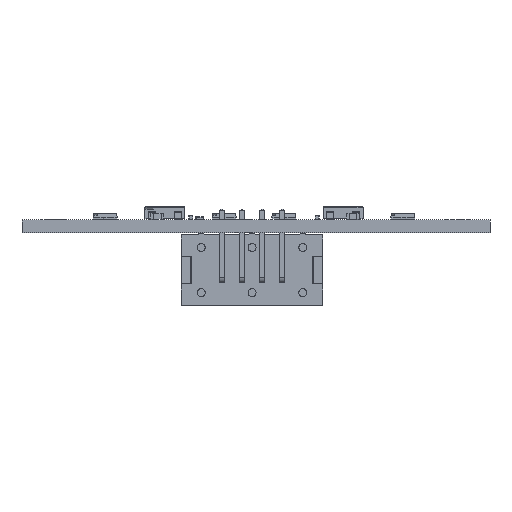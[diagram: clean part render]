
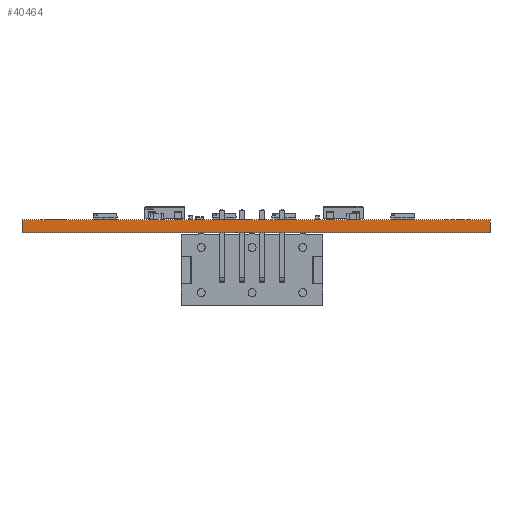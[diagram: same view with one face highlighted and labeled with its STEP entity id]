
A CAD part, front view. The second image highlights one B-rep face of the part: STEP entity #40464.
In plain terms, the highlighted planar face has unit normal (0, -1, 0).
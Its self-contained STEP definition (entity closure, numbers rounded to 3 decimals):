
#39390 = PLANE('',#39391);
#39391 = AXIS2_PLACEMENT_3D('',#39392,#39393,#39394);
#39392 = CARTESIAN_POINT('',(0.,-73.,0.));
#39393 = DIRECTION('',(-1.,0.,0.));
#39394 = DIRECTION('',(0.,1.,0.));
#39418 = PLANE('',#39419);
#39419 = AXIS2_PLACEMENT_3D('',#39420,#39421,#39422);
#39420 = CARTESIAN_POINT('',(29.5,-36.5,1.6));
#39421 = DIRECTION('',(-0.,-0.,-1.));
#39422 = DIRECTION('',(-1.,0.,0.));
#39446 = PLANE('',#39447);
#39447 = AXIS2_PLACEMENT_3D('',#39448,#39449,#39450);
#39448 = CARTESIAN_POINT('',(59.,-0.,0.));
#39449 = DIRECTION('',(1.,0.,-0.));
#39450 = DIRECTION('',(0.,-1.,0.));
#39472 = PLANE('',#39473);
#39473 = AXIS2_PLACEMENT_3D('',#39474,#39475,#39476);
#39474 = CARTESIAN_POINT('',(29.5,-36.5,0.));
#39475 = DIRECTION('',(-0.,-0.,-1.));
#39476 = DIRECTION('',(-1.,0.,0.));
#39487 = EDGE_CURVE('',#39488,#39490,#39492,.T.);
#39488 = VERTEX_POINT('',#39489);
#39489 = CARTESIAN_POINT('',(0.,-73.,0.));
#39490 = VERTEX_POINT('',#39491);
#39491 = CARTESIAN_POINT('',(0.,-73.,1.6));
#39492 = SURFACE_CURVE('',#39493,(#39497,#39504),.PCURVE_S1.);
#39493 = LINE('',#39494,#39495);
#39494 = CARTESIAN_POINT('',(0.,-73.,0.));
#39495 = VECTOR('',#39496,1.);
#39496 = DIRECTION('',(0.,0.,1.));
#39497 = PCURVE('',#39390,#39498);
#39498 = DEFINITIONAL_REPRESENTATION('',(#39499),#39503);
#39499 = LINE('',#39500,#39501);
#39500 = CARTESIAN_POINT('',(0.,0.));
#39501 = VECTOR('',#39502,1.);
#39502 = DIRECTION('',(0.,-1.));
#39503 = ( GEOMETRIC_REPRESENTATION_CONTEXT(2) 
PARAMETRIC_REPRESENTATION_CONTEXT() REPRESENTATION_CONTEXT('2D SPACE',''
  ) );
#39504 = PCURVE('',#39505,#39510);
#39505 = PLANE('',#39506);
#39506 = AXIS2_PLACEMENT_3D('',#39507,#39508,#39509);
#39507 = CARTESIAN_POINT('',(59.,-73.,0.));
#39508 = DIRECTION('',(0.,-1.,0.));
#39509 = DIRECTION('',(-1.,0.,0.));
#39510 = DEFINITIONAL_REPRESENTATION('',(#39511),#39515);
#39511 = LINE('',#39512,#39513);
#39512 = CARTESIAN_POINT('',(59.,0.));
#39513 = VECTOR('',#39514,1.);
#39514 = DIRECTION('',(0.,-1.));
#39515 = ( GEOMETRIC_REPRESENTATION_CONTEXT(2) 
PARAMETRIC_REPRESENTATION_CONTEXT() REPRESENTATION_CONTEXT('2D SPACE',''
  ) );
#39565 = VERTEX_POINT('',#39566);
#39566 = CARTESIAN_POINT('',(59.,-73.,1.6));
#39587 = EDGE_CURVE('',#39588,#39565,#39590,.T.);
#39588 = VERTEX_POINT('',#39589);
#39589 = CARTESIAN_POINT('',(59.,-73.,0.));
#39590 = SURFACE_CURVE('',#39591,(#39595,#39602),.PCURVE_S1.);
#39591 = LINE('',#39592,#39593);
#39592 = CARTESIAN_POINT('',(59.,-73.,0.));
#39593 = VECTOR('',#39594,1.);
#39594 = DIRECTION('',(0.,0.,1.));
#39595 = PCURVE('',#39446,#39596);
#39596 = DEFINITIONAL_REPRESENTATION('',(#39597),#39601);
#39597 = LINE('',#39598,#39599);
#39598 = CARTESIAN_POINT('',(73.,0.));
#39599 = VECTOR('',#39600,1.);
#39600 = DIRECTION('',(0.,-1.));
#39601 = ( GEOMETRIC_REPRESENTATION_CONTEXT(2) 
PARAMETRIC_REPRESENTATION_CONTEXT() REPRESENTATION_CONTEXT('2D SPACE',''
  ) );
#39602 = PCURVE('',#39505,#39603);
#39603 = DEFINITIONAL_REPRESENTATION('',(#39604),#39608);
#39604 = LINE('',#39605,#39606);
#39605 = CARTESIAN_POINT('',(0.,-0.));
#39606 = VECTOR('',#39607,1.);
#39607 = DIRECTION('',(0.,-1.));
#39608 = ( GEOMETRIC_REPRESENTATION_CONTEXT(2) 
PARAMETRIC_REPRESENTATION_CONTEXT() REPRESENTATION_CONTEXT('2D SPACE',''
  ) );
#39636 = EDGE_CURVE('',#39588,#39488,#39637,.T.);
#39637 = SURFACE_CURVE('',#39638,(#39642,#39649),.PCURVE_S1.);
#39638 = LINE('',#39639,#39640);
#39639 = CARTESIAN_POINT('',(59.,-73.,0.));
#39640 = VECTOR('',#39641,1.);
#39641 = DIRECTION('',(-1.,0.,0.));
#39642 = PCURVE('',#39472,#39643);
#39643 = DEFINITIONAL_REPRESENTATION('',(#39644),#39648);
#39644 = LINE('',#39645,#39646);
#39645 = CARTESIAN_POINT('',(-29.5,-36.5));
#39646 = VECTOR('',#39647,1.);
#39647 = DIRECTION('',(1.,0.));
#39648 = ( GEOMETRIC_REPRESENTATION_CONTEXT(2) 
PARAMETRIC_REPRESENTATION_CONTEXT() REPRESENTATION_CONTEXT('2D SPACE',''
  ) );
#39649 = PCURVE('',#39505,#39650);
#39650 = DEFINITIONAL_REPRESENTATION('',(#39651),#39655);
#39651 = LINE('',#39652,#39653);
#39652 = CARTESIAN_POINT('',(0.,-0.));
#39653 = VECTOR('',#39654,1.);
#39654 = DIRECTION('',(1.,0.));
#39655 = ( GEOMETRIC_REPRESENTATION_CONTEXT(2) 
PARAMETRIC_REPRESENTATION_CONTEXT() REPRESENTATION_CONTEXT('2D SPACE',''
  ) );
#40083 = EDGE_CURVE('',#39565,#39490,#40084,.T.);
#40084 = SURFACE_CURVE('',#40085,(#40089,#40096),.PCURVE_S1.);
#40085 = LINE('',#40086,#40087);
#40086 = CARTESIAN_POINT('',(59.,-73.,1.6));
#40087 = VECTOR('',#40088,1.);
#40088 = DIRECTION('',(-1.,0.,0.));
#40089 = PCURVE('',#39418,#40090);
#40090 = DEFINITIONAL_REPRESENTATION('',(#40091),#40095);
#40091 = LINE('',#40092,#40093);
#40092 = CARTESIAN_POINT('',(-29.5,-36.5));
#40093 = VECTOR('',#40094,1.);
#40094 = DIRECTION('',(1.,0.));
#40095 = ( GEOMETRIC_REPRESENTATION_CONTEXT(2) 
PARAMETRIC_REPRESENTATION_CONTEXT() REPRESENTATION_CONTEXT('2D SPACE',''
  ) );
#40096 = PCURVE('',#39505,#40097);
#40097 = DEFINITIONAL_REPRESENTATION('',(#40098),#40102);
#40098 = LINE('',#40099,#40100);
#40099 = CARTESIAN_POINT('',(0.,-1.6));
#40100 = VECTOR('',#40101,1.);
#40101 = DIRECTION('',(1.,0.));
#40102 = ( GEOMETRIC_REPRESENTATION_CONTEXT(2) 
PARAMETRIC_REPRESENTATION_CONTEXT() REPRESENTATION_CONTEXT('2D SPACE',''
  ) );
#40464 = ADVANCED_FACE('',(#40465),#39505,.T.);
#40465 = FACE_BOUND('',#40466,.T.);
#40466 = EDGE_LOOP('',(#40467,#40468,#40469,#40470));
#40467 = ORIENTED_EDGE('',*,*,#39587,.T.);
#40468 = ORIENTED_EDGE('',*,*,#40083,.T.);
#40469 = ORIENTED_EDGE('',*,*,#39487,.F.);
#40470 = ORIENTED_EDGE('',*,*,#39636,.F.);
